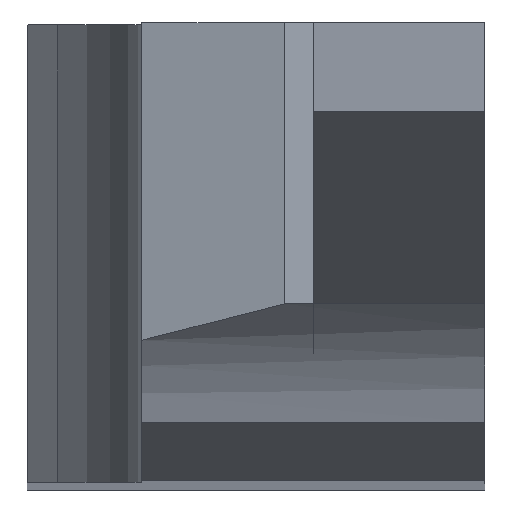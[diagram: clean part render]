
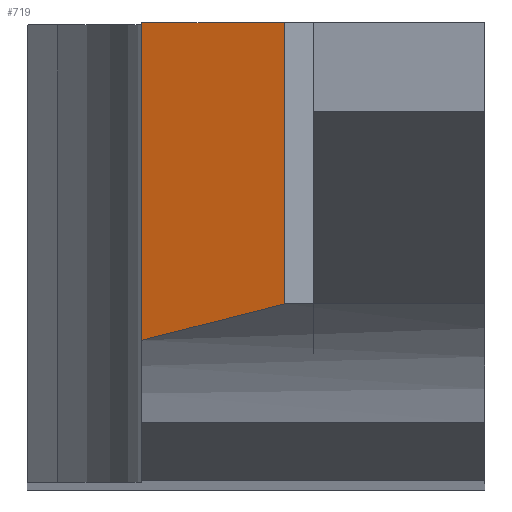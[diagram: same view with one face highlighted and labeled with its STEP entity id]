
A CAD part, top view. The second image highlights one B-rep face of the part: STEP entity #719.
In plain terms, the highlighted planar face has unit normal (-0.259, 0, 0.966).
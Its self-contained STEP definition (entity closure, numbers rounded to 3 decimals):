
#75 = LINE ( 'NONE', #688, #614 ) ;
#86 = LINE ( 'NONE', #1655, #1640 ) ;
#137 = DIRECTION ( 'NONE',  ( 0., 1., 0. ) ) ;
#185 = DIRECTION ( 'NONE',  ( 0., 1., 0. ) ) ;
#278 = EDGE_LOOP ( 'NONE', ( #1758, #1346, #1223, #1355 ) ) ;
#293 =( BOUNDED_CURVE ( )  B_SPLINE_CURVE ( 3, ( #1608, #1109, #723, #1336 ),
 .UNSPECIFIED., .F., .F. ) 
 B_SPLINE_CURVE_WITH_KNOTS ( ( 4, 4 ),
 ( 0.696, 0.927 ),
 .UNSPECIFIED. ) 
 CURVE ( )  GEOMETRIC_REPRESENTATION_ITEM ( )  RATIONAL_B_SPLINE_CURVE ( ( 1., 0.996, 0.996, 1. ) ) 
 REPRESENTATION_ITEM ( '' )  );
#300 = VERTEX_POINT ( 'NONE', #1383 ) ;
#376 = EDGE_CURVE ( 'NONE', #1902, #300, #75, .T. ) ;
#543 = CARTESIAN_POINT ( 'NONE',  ( 4.5, -117.797, 0. ) ) ;
#609 = VERTEX_POINT ( 'NONE', #1073 ) ;
#614 = VECTOR ( 'NONE', #185, 1000. ) ;
#618 = EDGE_CURVE ( 'NONE', #1902, #609, #293, .T. ) ;
#688 = CARTESIAN_POINT ( 'NONE',  ( 2., 133.797, -0.67 ) ) ;
#698 = EDGE_CURVE ( 'NONE', #1554, #300, #86, .T. ) ;
#719 = ADVANCED_FACE ( 'NONE', ( #1892 ), #948, .F. ) ;
#723 = CARTESIAN_POINT ( 'NONE',  ( 3.577, 2.894, -0.247 ) ) ;
#914 = LINE ( 'NONE', #2069, #962 ) ;
#948 = PLANE ( 'NONE',  #1752 ) ;
#962 = VECTOR ( 'NONE', #137, 1000. ) ;
#977 = CARTESIAN_POINT ( 'NONE',  ( 2., 2.444, -0.67 ) ) ;
#1073 = CARTESIAN_POINT ( 'NONE',  ( 4.5, 3.08, 0. ) ) ;
#1109 = CARTESIAN_POINT ( 'NONE',  ( 2.74, 2.682, -0.472 ) ) ;
#1223 = ORIENTED_EDGE ( 'NONE', *, *, #1245, .T. ) ;
#1245 = EDGE_CURVE ( 'NONE', #609, #1554, #914, .T. ) ;
#1336 = CARTESIAN_POINT ( 'NONE',  ( 4.5, 3.08, 0. ) ) ;
#1346 = ORIENTED_EDGE ( 'NONE', *, *, #618, .T. ) ;
#1355 = ORIENTED_EDGE ( 'NONE', *, *, #698, .T. ) ;
#1383 = CARTESIAN_POINT ( 'NONE',  ( 2., 8., -0.67 ) ) ;
#1385 = DIRECTION ( 'NONE',  ( -0.966, 0., -0.259 ) ) ;
#1554 = VERTEX_POINT ( 'NONE', #2009 ) ;
#1608 = CARTESIAN_POINT ( 'NONE',  ( 2., 2.444, -0.67 ) ) ;
#1640 = VECTOR ( 'NONE', #1385, 1000. ) ;
#1655 = CARTESIAN_POINT ( 'NONE',  ( -24.699, 8., -7.824 ) ) ;
#1752 = AXIS2_PLACEMENT_3D ( 'NONE', #543, #2047, #2182 ) ;
#1758 = ORIENTED_EDGE ( 'NONE', *, *, #376, .F. ) ;
#1892 = FACE_OUTER_BOUND ( 'NONE', #278, .T. ) ;
#1902 = VERTEX_POINT ( 'NONE', #977 ) ;
#2009 = CARTESIAN_POINT ( 'NONE',  ( 4.5, 8., 0. ) ) ;
#2047 = DIRECTION ( 'NONE',  ( 0.259, 0., -0.966 ) ) ;
#2069 = CARTESIAN_POINT ( 'NONE',  ( 4.5, -117.797, 0. ) ) ;
#2182 = DIRECTION ( 'NONE',  ( -0.966, 0., -0.259 ) ) ;
